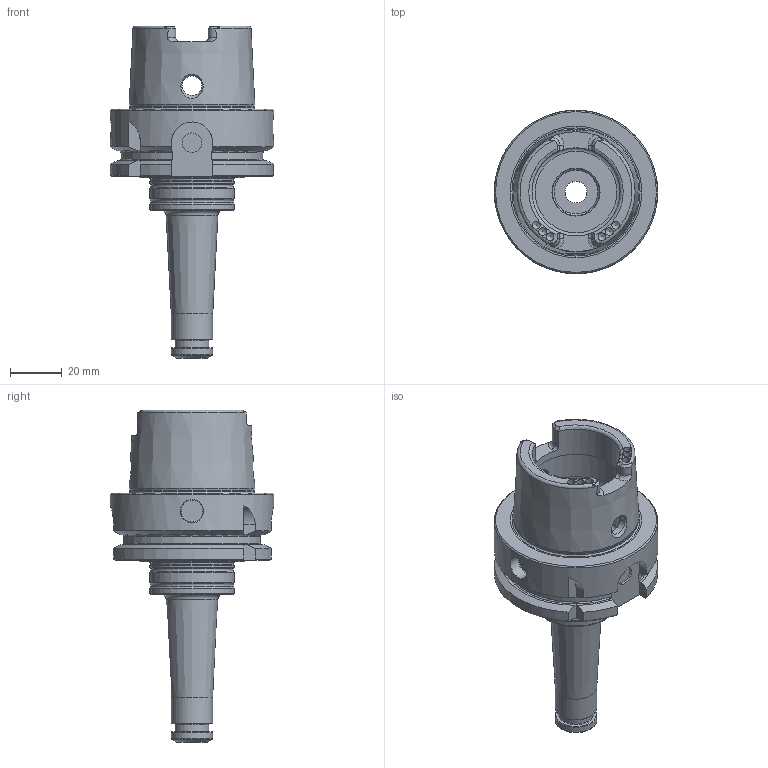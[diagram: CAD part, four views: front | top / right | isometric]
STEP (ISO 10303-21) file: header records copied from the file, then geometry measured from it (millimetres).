
FILE_DESCRIPTION(/* description */ (''),/* implementation_level */ '2;1');
FILE_NAME(/* name */ '456371050.stp',/* time_stamp */ '2022-06-30T13:25:18',/* author */ ('Ratnasingam Jekanthan'),/* organization */ ('REGO-FIX'),/* preprocessor_version */ ' Unknown',/* originating_system */ 'SIEMENS PLM Software Solid Edge ST10',/* authorization */ 'Unknown');
FILE_SCHEMA (('AUTOMOTIVE_DESIGN { 1 0 10303 214 2 1 1}'));
Length unit declared in the file: millimetre
Products named in the file (1): NOCUT
Bounding box: 63 x 63 x 128 mm (x, y, z)
Volume: 200635.4 mm3; surface area: 58690.2 mm2
Topology: 2 solids, 2 shells, 338 faces, 867 edges, 551 vertices
Faces by surface type: plane 102, cylinder 92, cone 86, torus 58
Full cylindrical faces by diameter (mm): 3 x12, 7.5 x6, 8.4 x2, 9 x2, 10 x4, 13 x2, 16 x4, 16.917 x2, 20 x2, 32.5 x8, 34 x4, 40 x2, 48.039 x2, 63 x2
Entity records: 11907 total; most frequent: CARTESIAN_POINT 2412, DIRECTION 1456, ORIENTED_EDGE 1296, EDGE_CURVE 648, AXIS2_PLACEMENT_3D 638, FACE_BOUND 530, EDGE_LOOP 518, VERTEX_POINT 494
